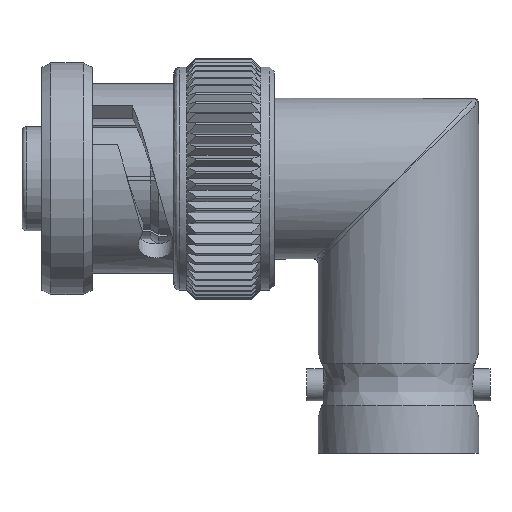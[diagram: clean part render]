
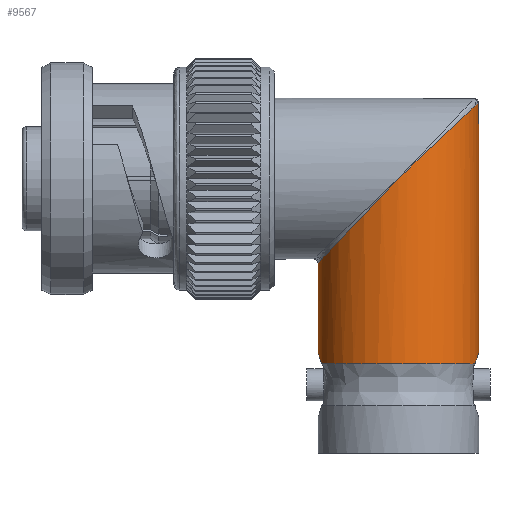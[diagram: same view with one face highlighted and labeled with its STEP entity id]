
A CAD part, top view. The second image highlights one B-rep face of the part: STEP entity #9567.
In plain terms, the highlighted cylindrical face has radius 4.826 mm (diameter 9.652 mm), a full revolution.
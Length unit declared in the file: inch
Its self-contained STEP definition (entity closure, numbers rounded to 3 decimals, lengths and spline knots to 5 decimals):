
#76 = ORIENTED_EDGE ( 'NONE', *, *, #306, .T. ) ;
#183 = CARTESIAN_POINT ( 'NONE',  ( -0.18827, -0.4173, 0.026 ) ) ;
#306 = EDGE_CURVE ( 'NONE', #14665, #9655, #1002, .T. ) ;
#316 = EDGE_CURVE ( 'NONE', #1417, #10947, #8372, .T. ) ;
#346 = CARTESIAN_POINT ( 'NONE',  ( 0.18159, -0.43784, -0.0559 ) ) ;
#484 = ORIENTED_EDGE ( 'NONE', *, *, #316, .T. ) ;
#566 = DIRECTION ( 'NONE',  ( -1., 0., 0. ) ) ;
#595 = CARTESIAN_POINT ( 'NONE',  ( 0., 0., 0.19 ) ) ;
#747 = CARTESIAN_POINT ( 'NONE',  ( 0.18892, -0.41562, -0.0209 ) ) ;
#1002 =( BOUNDED_CURVE ( )  B_SPLINE_CURVE ( 3, ( #6569, #5329, #7958, #6808 ),
 .UNSPECIFIED., .F., .F. ) 
 B_SPLINE_CURVE_WITH_KNOTS ( ( 4, 4 ),
 ( 4.71239, 7.85398 ),
 .UNSPECIFIED. ) 
 CURVE ( )  GEOMETRIC_REPRESENTATION_ITEM ( )  RATIONAL_B_SPLINE_CURVE ( ( 1., 0.333, 0.333, 1. ) ) 
 REPRESENTATION_ITEM ( '' )  );
#1417 = VERTEX_POINT ( 'NONE', #346 ) ;
#1580 = CARTESIAN_POINT ( 'NONE',  ( -0.18977, -0.41343, -0.01073 ) ) ;
#2177 = CARTESIAN_POINT ( 'NONE',  ( -0.38, -0.4, 0.19 ) ) ;
#2428 = EDGE_CURVE ( 'NONE', #13991, #1417, #14667, .T. ) ;
#2962 = CARTESIAN_POINT ( 'NONE',  ( -0.18159, -0.43784, -0.0559 ) ) ;
#3098 = CARTESIAN_POINT ( 'NONE',  ( 0.18977, -0.41341, -0.01059 ) ) ;
#3349 = CARTESIAN_POINT ( 'NONE',  ( 0., 0., 0.19 ) ) ;
#3416 = CARTESIAN_POINT ( 'NONE',  ( 0.18374, -0.43002, -0.04891 ) ) ;
#3561 = EDGE_CURVE ( 'NONE', #9655, #14665, #15292, .T. ) ;
#3729 = EDGE_CURVE ( 'NONE', #15209, #13991, #10112, .T. ) ;
#3773 = CARTESIAN_POINT ( 'NONE',  ( -0.18892, -0.41562, 0.0209 ) ) ;
#3850 = CARTESIAN_POINT ( 'NONE',  ( -0.18374, -0.43002, 0.04891 ) ) ;
#3923 = CARTESIAN_POINT ( 'NONE',  ( -0.18592, -0.42375, 0.04033 ) ) ;
#3997 = CARTESIAN_POINT ( 'NONE',  ( -0.18267, -0.43393, -0.05241 ) ) ;
#4374 = B_SPLINE_CURVE_WITH_KNOTS ( 'NONE', 3,
 ( #11993, #3997, #6107, #7490, #13165, #14313, #9584, #1580, #14543, #6254, #10821, #3773, #183, #3923, #3850, #4949 ),
 .UNSPECIFIED., .F., .F.,
 ( 4, 2, 2, 2, 2, 2, 2, 4 ),
 ( 0., 0.0004, 0.0008, 0.00121, 0.00161, 0.00201, 0.00241, 0.00322 ),
 .UNSPECIFIED. ) ;
#4946 = ORIENTED_EDGE ( 'NONE', *, *, #14294, .T. ) ;
#4949 = CARTESIAN_POINT ( 'NONE',  ( -0.18159, -0.43784, 0.0559 ) ) ;
#5329 = CARTESIAN_POINT ( 'NONE',  ( 0.38, 0.36, -0.19 ) ) ;
#5500 = CARTESIAN_POINT ( 'NONE',  ( -0.18159, -0.43784, 0.0559 ) ) ;
#5510 = CARTESIAN_POINT ( 'NONE',  ( 0.18592, -0.42375, -0.04033 ) ) ;
#5594 = CARTESIAN_POINT ( 'NONE',  ( 0.18159, -0.43784, 0.0559 ) ) ;
#6107 = CARTESIAN_POINT ( 'NONE',  ( -0.18374, -0.43045, -0.04856 ) ) ;
#6254 = CARTESIAN_POINT ( 'NONE',  ( -0.19, -0.41284, 0.00534 ) ) ;
#6487 = CARTESIAN_POINT ( 'NONE',  ( 0., -0.43784, 0. ) ) ;
#6517 = FACE_OUTER_BOUND ( 'NONE', #7979, .T. ) ;
#6569 = CARTESIAN_POINT ( 'NONE',  ( 0., 0., -0.19 ) ) ;
#6675 = CARTESIAN_POINT ( 'NONE',  ( 0.18374, -0.43045, 0.04856 ) ) ;
#6755 = FACE_OUTER_BOUND ( 'NONE', #8252, .T. ) ;
#6808 = CARTESIAN_POINT ( 'NONE',  ( 0., 0., 0.19 ) ) ;
#7490 = CARTESIAN_POINT ( 'NONE',  ( -0.18575, -0.42431, -0.0402 ) ) ;
#7958 = CARTESIAN_POINT ( 'NONE',  ( 0.38, 0.36, 0.19 ) ) ;
#7979 = EDGE_LOOP ( 'NONE', ( #11655, #10861, #484, #4946 ) ) ;
#8252 = EDGE_LOOP ( 'NONE', ( #14133, #76 ) ) ;
#8372 = CIRCLE ( 'NONE', #10347, 0.19 ) ;
#8803 = CARTESIAN_POINT ( 'NONE',  ( 0.18159, -0.43784, 0.0559 ) ) ;
#9048 = AXIS2_PLACEMENT_3D ( 'NONE', #10150, #13561, #12566 ) ;
#9066 = CARTESIAN_POINT ( 'NONE',  ( 0.18827, -0.4173, -0.026 ) ) ;
#9306 = CARTESIAN_POINT ( 'NONE',  ( 0.18575, -0.42431, 0.0402 ) ) ;
#9381 = CARTESIAN_POINT ( 'NONE',  ( 0.18267, -0.43393, 0.05241 ) ) ;
#9390 = AXIS2_PLACEMENT_3D ( 'NONE', #15373, #9547, #14277 ) ;
#9547 = DIRECTION ( 'NONE',  ( 0., 1., 0. ) ) ;
#9567 = ADVANCED_FACE ( 'NONE', ( #6517, #6755 ), #12729, .T. ) ;
#9584 = CARTESIAN_POINT ( 'NONE',  ( -0.1889, -0.41567, -0.02109 ) ) ;
#9655 = VERTEX_POINT ( 'NONE', #595 ) ;
#10112 = CIRCLE ( 'NONE', #9390, 0.19 ) ;
#10150 = CARTESIAN_POINT ( 'NONE',  ( 0., -0.65009, 0. ) ) ;
#10305 = CARTESIAN_POINT ( 'NONE',  ( 0.1889, -0.41567, 0.02109 ) ) ;
#10347 = AXIS2_PLACEMENT_3D ( 'NONE', #6487, #11207, #566 ) ;
#10651 = CARTESIAN_POINT ( 'NONE',  ( 0., 0., -0.19 ) ) ;
#10821 = CARTESIAN_POINT ( 'NONE',  ( -0.18977, -0.41341, 0.01059 ) ) ;
#10861 = ORIENTED_EDGE ( 'NONE', *, *, #2428, .T. ) ;
#10947 = VERTEX_POINT ( 'NONE', #2962 ) ;
#11207 = DIRECTION ( 'NONE',  ( 0., 1., 0. ) ) ;
#11248 = CARTESIAN_POINT ( 'NONE',  ( -0.38, -0.4, -0.19 ) ) ;
#11391 = CARTESIAN_POINT ( 'NONE',  ( 0.19, -0.41284, 0.00538 ) ) ;
#11473 = CARTESIAN_POINT ( 'NONE',  ( 0.1867, -0.42163, 0.03561 ) ) ;
#11556 = CARTESIAN_POINT ( 'NONE',  ( 0.18827, -0.41732, 0.02606 ) ) ;
#11638 = CARTESIAN_POINT ( 'NONE',  ( 0.19, -0.41284, -0.00534 ) ) ;
#11655 = ORIENTED_EDGE ( 'NONE', *, *, #3729, .T. ) ;
#11993 = CARTESIAN_POINT ( 'NONE',  ( -0.18159, -0.43784, -0.0559 ) ) ;
#12566 = DIRECTION ( 'NONE',  ( -1., 0., 0. ) ) ;
#12727 = CARTESIAN_POINT ( 'NONE',  ( 0.18159, -0.43784, -0.0559 ) ) ;
#12729 = CYLINDRICAL_SURFACE ( 'NONE', #9048, 0.19 ) ;
#13165 = CARTESIAN_POINT ( 'NONE',  ( -0.1867, -0.42163, -0.03561 ) ) ;
#13561 = DIRECTION ( 'NONE',  ( 0., -1., 0. ) ) ;
#13991 = VERTEX_POINT ( 'NONE', #8803 ) ;
#14133 = ORIENTED_EDGE ( 'NONE', *, *, #3561, .T. ) ;
#14277 = DIRECTION ( 'NONE',  ( -1., 0., 0. ) ) ;
#14294 = EDGE_CURVE ( 'NONE', #10947, #15209, #4374, .T. ) ;
#14313 = CARTESIAN_POINT ( 'NONE',  ( -0.18827, -0.41732, -0.02606 ) ) ;
#14543 = CARTESIAN_POINT ( 'NONE',  ( -0.19, -0.41284, -0.00538 ) ) ;
#14665 = VERTEX_POINT ( 'NONE', #10651 ) ;
#14667 = B_SPLINE_CURVE_WITH_KNOTS ( 'NONE', 3,
 ( #5594, #9381, #6675, #9306, #11473, #11556, #10305, #15053, #11391, #11638, #3098, #747, #9066, #5510, #3416, #12727 ),
 .UNSPECIFIED., .F., .F.,
 ( 4, 2, 2, 2, 2, 2, 2, 4 ),
 ( -0.00161, -0.00121, -0.00081, -0.0004, 0., 0.0004, 0.0008, 0.00161 ),
 .UNSPECIFIED. ) ;
#14902 = CARTESIAN_POINT ( 'NONE',  ( 0., 0., -0.19 ) ) ;
#15053 = CARTESIAN_POINT ( 'NONE',  ( 0.18977, -0.41343, 0.01073 ) ) ;
#15209 = VERTEX_POINT ( 'NONE', #5500 ) ;
#15292 =( BOUNDED_CURVE ( )  B_SPLINE_CURVE ( 3, ( #3349, #2177, #11248, #14902 ),
 .UNSPECIFIED., .F., .F. ) 
 B_SPLINE_CURVE_WITH_KNOTS ( ( 4, 4 ),
 ( 1.5708, 4.71239 ),
 .UNSPECIFIED. ) 
 CURVE ( )  GEOMETRIC_REPRESENTATION_ITEM ( )  RATIONAL_B_SPLINE_CURVE ( ( 1., 0.333, 0.333, 1. ) ) 
 REPRESENTATION_ITEM ( '' )  );
#15373 = CARTESIAN_POINT ( 'NONE',  ( 0., -0.43784, 0. ) ) ;
